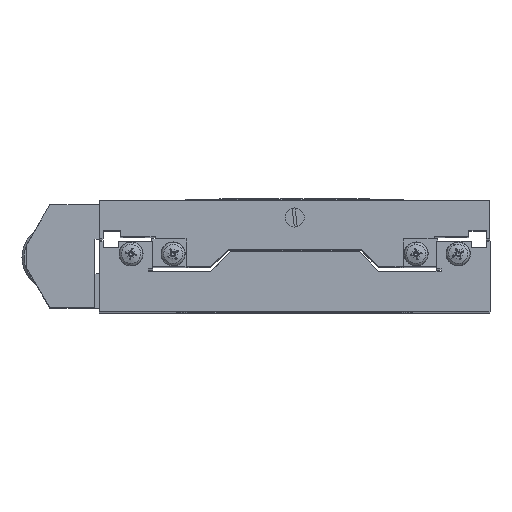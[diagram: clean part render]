
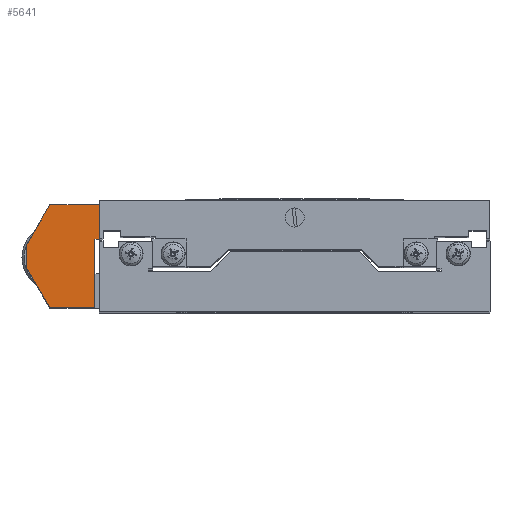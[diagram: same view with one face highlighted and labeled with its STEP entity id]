
A CAD part, top view. The second image highlights one B-rep face of the part: STEP entity #5641.
In plain terms, the highlighted planar face has unit normal (0, 0, 1).
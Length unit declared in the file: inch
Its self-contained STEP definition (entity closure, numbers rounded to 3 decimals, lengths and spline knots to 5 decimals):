
#5400 = EDGE_CURVE ( 'NONE', #5402, #5404, #52677, .T. ) ;
#5402 = VERTEX_POINT ( 'NONE', #52669 ) ;
#5404 = VERTEX_POINT ( 'NONE', #52667 ) ;
#5445 = VERTEX_POINT ( 'NONE', #52767 ) ;
#5446 = EDGE_CURVE ( 'NONE', #5404, #5448, #52766, .T. ) ;
#5448 = VERTEX_POINT ( 'NONE', #52762 ) ;
#5466 = EDGE_CURVE ( 'NONE', #5448, #5468, #52796, .T. ) ;
#5468 = VERTEX_POINT ( 'NONE', #52791 ) ;
#5508 = EDGE_CURVE ( 'NONE', #5468, #5509, #52891, .T. ) ;
#5509 = VERTEX_POINT ( 'NONE', #52887 ) ;
#5539 = EDGE_CURVE ( 'NONE', #5445, #5540, #52953, .T. ) ;
#5540 = VERTEX_POINT ( 'NONE', #52949 ) ;
#5555 = EDGE_CURVE ( 'NONE', #5509, #5445, #52919, .T. ) ;
#5559 = EDGE_LOOP ( 'NONE', ( #5609, #5613, #5615, #5616, #5617, #5620, #5621, #5622 ) ) ;
#5571 = EDGE_CURVE ( 'NONE', #5582, #5402, #52960, .T. ) ;
#5581 = EDGE_CURVE ( 'NONE', #5540, #5582, #53016, .T. ) ;
#5582 = VERTEX_POINT ( 'NONE', #53012 ) ;
#5609 = ORIENTED_EDGE ( 'NONE', *, *, #5466, .F. ) ;
#5613 = ORIENTED_EDGE ( 'NONE', *, *, #5446, .F. ) ;
#5615 = ORIENTED_EDGE ( 'NONE', *, *, #5400, .F. ) ;
#5616 = ORIENTED_EDGE ( 'NONE', *, *, #5571, .F. ) ;
#5617 = ORIENTED_EDGE ( 'NONE', *, *, #5581, .F. ) ;
#5620 = ORIENTED_EDGE ( 'NONE', *, *, #5539, .F. ) ;
#5621 = ORIENTED_EDGE ( 'NONE', *, *, #5555, .F. ) ;
#5622 = ORIENTED_EDGE ( 'NONE', *, *, #5508, .F. ) ;
#5641 = ADVANCED_FACE ( 'NONE', ( #53062 ), #53061, .F. ) ;
#52667 = CARTESIAN_POINT ( 'NONE',  ( -42.82406, -3.77153, 133.75 ) ) ;
#52669 = CARTESIAN_POINT ( 'NONE',  ( -42.82406, 12.22847, 133.75 ) ) ;
#52674 = DIRECTION ( 'NONE',  ( 0., -1., 0. ) ) ;
#52675 = VECTOR ( 'NONE', #52674, 39.37008 ) ;
#52676 = CARTESIAN_POINT ( 'NONE',  ( -42.82406, 2.82618, 133.75 ) ) ;
#52677 = LINE ( 'NONE', #52676, #52675 ) ;
#52762 = CARTESIAN_POINT ( 'NONE',  ( -53.33924, -3.77153, 133.75 ) ) ;
#52763 = DIRECTION ( 'NONE',  ( -1., 0., 0. ) ) ;
#52764 = VECTOR ( 'NONE', #52763, 39.37008 ) ;
#52765 = CARTESIAN_POINT ( 'NONE',  ( -49.91682, -3.77153, 133.75 ) ) ;
#52766 = LINE ( 'NONE', #52765, #52764 ) ;
#52767 = CARTESIAN_POINT ( 'NONE',  ( -53.33924, 20.22847, 133.75 ) ) ;
#52791 = CARTESIAN_POINT ( 'NONE',  ( -58.82406, 5.72847, 133.75 ) ) ;
#52793 = DIRECTION ( 'NONE',  ( -0.5, 0.866, 0. ) ) ;
#52794 = VECTOR ( 'NONE', #52793, 39.37008 ) ;
#52795 = CARTESIAN_POINT ( 'NONE',  ( -53.33924, -3.77153, 133.75 ) ) ;
#52796 = LINE ( 'NONE', #52795, #52794 ) ;
#52887 = CARTESIAN_POINT ( 'NONE',  ( -58.82406, 10.72847, 133.75 ) ) ;
#52888 = DIRECTION ( 'NONE',  ( 0., 1., 0. ) ) ;
#52889 = VECTOR ( 'NONE', #52888, 39.37008 ) ;
#52890 = CARTESIAN_POINT ( 'NONE',  ( -58.82406, 2.82618, 133.75 ) ) ;
#52891 = LINE ( 'NONE', #52890, #52889 ) ;
#52917 = VECTOR ( 'NONE', #52984, 39.37008 ) ;
#52918 = CARTESIAN_POINT ( 'NONE',  ( -58.82406, 10.72847, 133.75 ) ) ;
#52919 = LINE ( 'NONE', #52918, #52917 ) ;
#52949 = CARTESIAN_POINT ( 'NONE',  ( -41.82406, 20.22847, 133.75 ) ) ;
#52950 = DIRECTION ( 'NONE',  ( 1., 0., 0. ) ) ;
#52951 = VECTOR ( 'NONE', #52950, 39.37008 ) ;
#52952 = CARTESIAN_POINT ( 'NONE',  ( -41.82406, 20.22847, 133.75 ) ) ;
#52953 = LINE ( 'NONE', #52952, #52951 ) ;
#52957 = DIRECTION ( 'NONE',  ( -1., 0., 0. ) ) ;
#52958 = VECTOR ( 'NONE', #52957, 39.37008 ) ;
#52959 = CARTESIAN_POINT ( 'NONE',  ( -42.82406, 12.22847, 133.75 ) ) ;
#52960 = LINE ( 'NONE', #52959, #52958 ) ;
#52984 = DIRECTION ( 'NONE',  ( 0.5, 0.866, 0. ) ) ;
#53012 = CARTESIAN_POINT ( 'NONE',  ( -41.82406, 12.22847, 133.75 ) ) ;
#53013 = DIRECTION ( 'NONE',  ( 0., -1., 0. ) ) ;
#53014 = VECTOR ( 'NONE', #53013, 39.37008 ) ;
#53015 = CARTESIAN_POINT ( 'NONE',  ( -41.82406, 21.22847, 133.75 ) ) ;
#53016 = LINE ( 'NONE', #53015, #53014 ) ;
#53057 = DIRECTION ( 'NONE',  ( 0., 1., 0. ) ) ;
#53058 = DIRECTION ( 'NONE',  ( 0., 0., -1. ) ) ;
#53059 = CARTESIAN_POINT ( 'NONE',  ( -49.91682, 2.82618, 133.75 ) ) ;
#53060 = AXIS2_PLACEMENT_3D ( 'NONE', #53059, #53058, #53057 ) ;
#53061 = PLANE ( 'NONE',  #53060 ) ;
#53062 = FACE_OUTER_BOUND ( 'NONE', #5559, .T. ) ;
